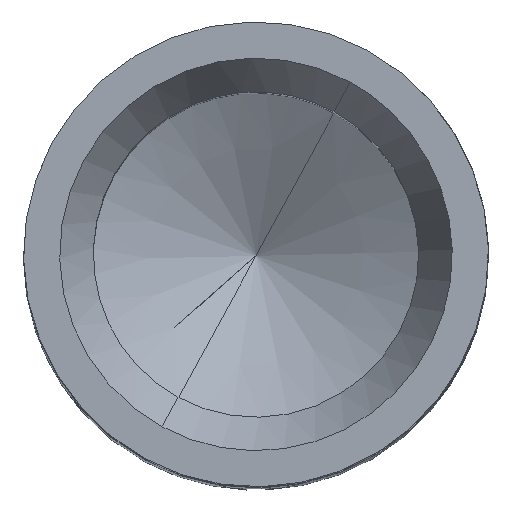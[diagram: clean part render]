
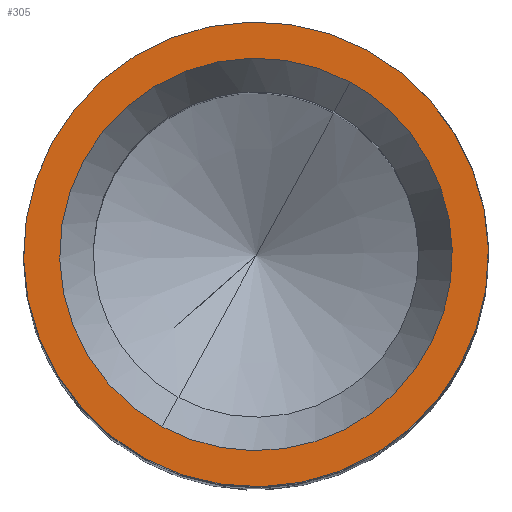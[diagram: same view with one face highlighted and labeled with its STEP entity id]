
A CAD part, top view. The second image highlights one B-rep face of the part: STEP entity #305.
In plain terms, the highlighted planar face has unit normal (0, 0, 1).
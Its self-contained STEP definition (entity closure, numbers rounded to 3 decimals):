
#120=AXIS2_PLACEMENT_3D('Circle Axis2P3D',#118,#119,$) ;
#258=AXIS2_PLACEMENT_3D('Plane Axis2P3D',#255,#256,#257) ;
#262=AXIS2_PLACEMENT_3D('Circle Axis2P3D',#260,#261,$) ;
#271=AXIS2_PLACEMENT_3D('Circle Axis2P3D',#269,#270,$) ;
#118=CARTESIAN_POINT('Axis2P3D Location',(2.25,2.25,22.3)) ;
#122=CARTESIAN_POINT('Vertex',(1.339,0.583,22.3)) ;
#124=CARTESIAN_POINT('Vertex',(3.161,3.917,22.3)) ;
#255=CARTESIAN_POINT('Axis2P3D Location',(2.25,4.15,22.3)) ;
#260=CARTESIAN_POINT('Axis2P3D Location',(2.25,2.25,22.3)) ;
#264=CARTESIAN_POINT('Vertex',(3.329,4.225,22.3)) ;
#266=CARTESIAN_POINT('Vertex',(1.171,0.275,22.3)) ;
#269=CARTESIAN_POINT('Axis2P3D Location',(2.25,2.25,22.3)) ;
#279=CARTESIAN_POINT('Control Point',(1.339,0.583,22.3)) ;
#280=CARTESIAN_POINT('Control Point',(1.517,0.485,22.3)) ;
#281=CARTESIAN_POINT('Control Point',(1.708,0.412,22.3)) ;
#282=CARTESIAN_POINT('Control Point',(1.907,0.365,22.3)) ;
#283=CARTESIAN_POINT('Control Point',(2.314,0.324,22.3)) ;
#284=CARTESIAN_POINT('Control Point',(2.717,0.391,22.3)) ;
#285=CARTESIAN_POINT('Control Point',(2.913,0.452,22.3)) ;
#286=CARTESIAN_POINT('Control Point',(3.284,0.624,22.3)) ;
#287=CARTESIAN_POINT('Control Point',(3.597,0.887,22.3)) ;
#288=CARTESIAN_POINT('Control Point',(3.735,1.038,22.3)) ;
#289=CARTESIAN_POINT('Control Point',(3.967,1.375,22.3)) ;
#290=CARTESIAN_POINT('Control Point',(4.103,1.76,22.3)) ;
#291=CARTESIAN_POINT('Control Point',(4.144,1.961,22.3)) ;
#292=CARTESIAN_POINT('Control Point',(4.173,2.369,22.3)) ;
#293=CARTESIAN_POINT('Control Point',(4.094,2.77,22.3)) ;
#294=CARTESIAN_POINT('Control Point',(4.028,2.964,22.3)) ;
#295=CARTESIAN_POINT('Control Point',(3.856,3.31,22.3)) ;
#296=CARTESIAN_POINT('Control Point',(3.603,3.602,22.3)) ;
#297=CARTESIAN_POINT('Control Point',(3.468,3.725,22.3)) ;
#298=CARTESIAN_POINT('Control Point',(3.32,3.831,22.3)) ;
#299=CARTESIAN_POINT('Control Point',(3.161,3.917,22.3)) ;
#119=DIRECTION('Axis2P3D Direction',(0.,-0.,1.)) ;
#256=DIRECTION('Axis2P3D Direction',(0.,0.,-1.)) ;
#257=DIRECTION('Axis2P3D XDirection',(1.,0.,0.)) ;
#261=DIRECTION('Axis2P3D Direction',(0.,0.,-1.)) ;
#270=DIRECTION('Axis2P3D Direction',(0.,0.,-1.)) ;
#275=ORIENTED_EDGE('',*,*,#268,.F.) ;
#276=ORIENTED_EDGE('',*,*,#273,.F.) ;
#302=ORIENTED_EDGE('',*,*,#126,.T.) ;
#303=ORIENTED_EDGE('',*,*,#300,.T.) ;
#304=FACE_BOUND('',#301,.T.) ;
#305=ADVANCED_FACE('Hauptk\X2\00F6\X0\rper',(#277,#304),#259,.F.) ;
#278=B_SPLINE_CURVE_WITH_KNOTS('',5,(#279,#280,#281,#282,#283,#284,#285,#286,#287,#288,#289,#290,#291,#292,#293,#294,#295,#296,#297,#298,#299),.UNSPECIFIED.,.F.,.U.,(6,3,3,3,3,3,6),(0.,1.432,2.865,4.297,5.73,7.162,8.441),.UNSPECIFIED.) ;
#121=CIRCLE('generated circle',#120,1.9) ;
#263=CIRCLE('generated circle',#262,2.25) ;
#272=CIRCLE('generated circle',#271,2.25) ;
#126=EDGE_CURVE('',#123,#125,#121,.F.) ;
#268=EDGE_CURVE('',#265,#267,#263,.T.) ;
#273=EDGE_CURVE('',#267,#265,#272,.T.) ;
#300=EDGE_CURVE('',#125,#123,#278,.F.) ;
#274=EDGE_LOOP('',(#275,#276)) ;
#301=EDGE_LOOP('',(#302,#303)) ;
#277=FACE_OUTER_BOUND('',#274,.T.) ;
#259=PLANE('',#258) ;
#123=VERTEX_POINT('',#122) ;
#125=VERTEX_POINT('',#124) ;
#265=VERTEX_POINT('',#264) ;
#267=VERTEX_POINT('',#266) ;
